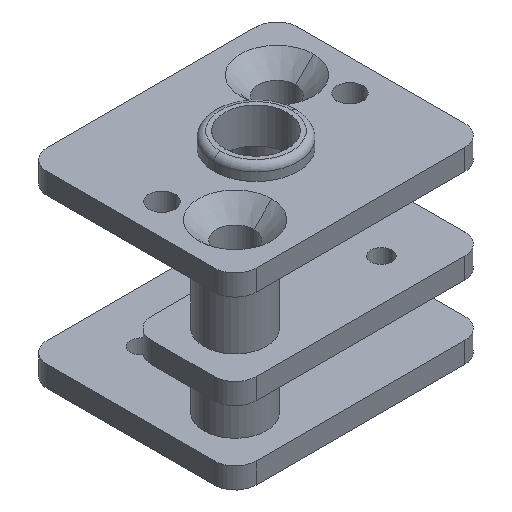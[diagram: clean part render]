
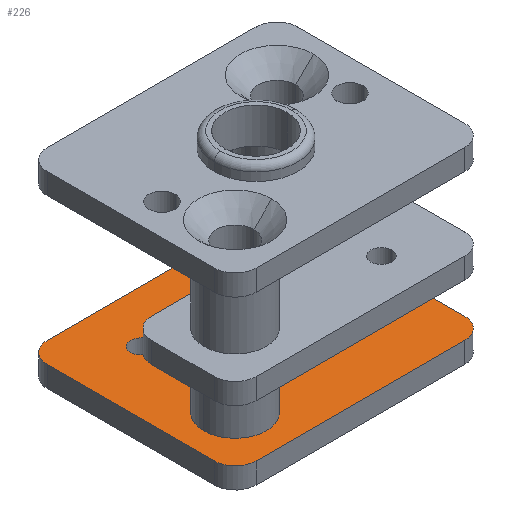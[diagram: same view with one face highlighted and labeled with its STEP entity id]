
A CAD part, isometric view. The second image highlights one B-rep face of the part: STEP entity #226.
In plain terms, the highlighted planar face has unit normal (0, 0, 1).
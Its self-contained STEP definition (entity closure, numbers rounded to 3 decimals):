
#22 = AXIS2_PLACEMENT_3D ( 'NONE', #873, #1241, #1229 ) ;
#26 = DIRECTION ( 'NONE',  ( 1., 0., 0. ) ) ;
#32 = VERTEX_POINT ( 'NONE', #937 ) ;
#35 = ORIENTED_EDGE ( 'NONE', *, *, #238, .T. ) ;
#55 = EDGE_CURVE ( 'NONE', #2425, #755, #1348, .T. ) ;
#65 = DIRECTION ( 'NONE',  ( -1., 0., 0. ) ) ;
#77 = ORIENTED_EDGE ( 'NONE', *, *, #276, .F. ) ;
#79 = AXIS2_PLACEMENT_3D ( 'NONE', #1989, #1616, #2369 ) ;
#98 = ORIENTED_EDGE ( 'NONE', *, *, #1132, .T. ) ;
#108 = FACE_BOUND ( 'NONE', #1724, .T. ) ;
#144 = CIRCLE ( 'NONE', #374, 1. ) ;
#167 = ORIENTED_EDGE ( 'NONE', *, *, #1778, .T. ) ;
#171 = DIRECTION ( 'NONE',  ( 1., 0., 0. ) ) ;
#195 = EDGE_CURVE ( 'NONE', #1014, #2028, #701, .T. ) ;
#201 = DIRECTION ( 'NONE',  ( -1., 0., 0. ) ) ;
#214 = CARTESIAN_POINT ( 'NONE',  ( 3.5, 2.5, -7. ) ) ;
#226 = ADVANCED_FACE ( 'NONE', ( #1253, #1650, #1815, #108, #838 ), #491, .T. ) ;
#238 = EDGE_CURVE ( 'NONE', #242, #254, #1055, .T. ) ;
#242 = VERTEX_POINT ( 'NONE', #1630 ) ;
#254 = VERTEX_POINT ( 'NONE', #1215 ) ;
#273 = DIRECTION ( 'NONE',  ( 0., 1., 0. ) ) ;
#276 = EDGE_CURVE ( 'NONE', #1086, #32, #1419, .T. ) ;
#290 = EDGE_CURVE ( 'NONE', #2107, #485, #1036, .T. ) ;
#308 = CARTESIAN_POINT ( 'NONE',  ( 3.5, 2.5, -7. ) ) ;
#330 = ORIENTED_EDGE ( 'NONE', *, *, #1217, .F. ) ;
#334 = ORIENTED_EDGE ( 'NONE', *, *, #195, .T. ) ;
#374 = AXIS2_PLACEMENT_3D ( 'NONE', #2224, #1473, #2079 ) ;
#394 = CARTESIAN_POINT ( 'NONE',  ( -3., 2.5, -7. ) ) ;
#417 = CIRCLE ( 'NONE', #2454, 1.5 ) ;
#448 = DIRECTION ( 'NONE',  ( 0., 0., -1. ) ) ;
#459 = AXIS2_PLACEMENT_3D ( 'NONE', #742, #548, #201 ) ;
#470 = CARTESIAN_POINT ( 'NONE',  ( 0., 0., -7. ) ) ;
#481 = DIRECTION ( 'NONE',  ( 0., -1., 0. ) ) ;
#485 = VERTEX_POINT ( 'NONE', #795 ) ;
#491 = PLANE ( 'NONE',  #22 ) ;
#502 = EDGE_LOOP ( 'NONE', ( #1456, #1410 ) ) ;
#517 = DIRECTION ( 'NONE',  ( 1., 0., 0. ) ) ;
#531 = DIRECTION ( 'NONE',  ( 0., 0., 1. ) ) ;
#542 = EDGE_CURVE ( 'NONE', #1965, #32, #1939, .T. ) ;
#548 = DIRECTION ( 'NONE',  ( 0., 0., -1. ) ) ;
#568 = ORIENTED_EDGE ( 'NONE', *, *, #1880, .T. ) ;
#569 = AXIS2_PLACEMENT_3D ( 'NONE', #604, #531, #517 ) ;
#604 = CARTESIAN_POINT ( 'NONE',  ( -5., -4., -7. ) ) ;
#621 = EDGE_LOOP ( 'NONE', ( #334, #167 ) ) ;
#629 = CARTESIAN_POINT ( 'NONE',  ( -6., -4., -7. ) ) ;
#634 = CARTESIAN_POINT ( 'NONE',  ( -3.5, -2.5, -7. ) ) ;
#641 = CARTESIAN_POINT ( 'NONE',  ( -5., 5., -7. ) ) ;
#687 = DIRECTION ( 'NONE',  ( 0., 0., 1. ) ) ;
#690 = CARTESIAN_POINT ( 'NONE',  ( 5., 5., -7. ) ) ;
#701 = CIRCLE ( 'NONE', #2249, 0.533 ) ;
#712 = CARTESIAN_POINT ( 'NONE',  ( 5., -5., -7. ) ) ;
#742 = CARTESIAN_POINT ( 'NONE',  ( 0., 0., -7. ) ) ;
#755 = VERTEX_POINT ( 'NONE', #928 ) ;
#770 = VERTEX_POINT ( 'NONE', #690 ) ;
#776 = VECTOR ( 'NONE', #26, 1000. ) ;
#785 = EDGE_CURVE ( 'NONE', #1311, #485, #144, .T. ) ;
#795 = CARTESIAN_POINT ( 'NONE',  ( -6., 4., -7. ) ) ;
#810 = CARTESIAN_POINT ( 'NONE',  ( -0.533, 0., -7. ) ) ;
#817 = VECTOR ( 'NONE', #273, 1000. ) ;
#828 = DIRECTION ( 'NONE',  ( 0., 0., -1. ) ) ;
#838 = FACE_BOUND ( 'NONE', #1507, .T. ) ;
#841 = DIRECTION ( 'NONE',  ( -1., 0., 0. ) ) ;
#850 = DIRECTION ( 'NONE',  ( -1., 0., 0. ) ) ;
#873 = CARTESIAN_POINT ( 'NONE',  ( 0., 0., -7. ) ) ;
#928 = CARTESIAN_POINT ( 'NONE',  ( -2.5, 2.5, -7. ) ) ;
#937 = CARTESIAN_POINT ( 'NONE',  ( 6., -4., -7. ) ) ;
#942 = AXIS2_PLACEMENT_3D ( 'NONE', #214, #2095, #1327 ) ;
#946 = LINE ( 'NONE', #2083, #776 ) ;
#952 = LINE ( 'NONE', #1487, #2051 ) ;
#973 = DIRECTION ( 'NONE',  ( 0., 0., -1. ) ) ;
#1002 = DIRECTION ( 'NONE',  ( 1., 0., 0. ) ) ;
#1007 = ORIENTED_EDGE ( 'NONE', *, *, #1958, .T. ) ;
#1014 = VERTEX_POINT ( 'NONE', #1597 ) ;
#1036 = LINE ( 'NONE', #2013, #817 ) ;
#1040 = CARTESIAN_POINT ( 'NONE',  ( 6., 4., -7. ) ) ;
#1048 = DIRECTION ( 'NONE',  ( 0., 0., -1. ) ) ;
#1055 = CIRCLE ( 'NONE', #2326, 1.5 ) ;
#1086 = VERTEX_POINT ( 'NONE', #1040 ) ;
#1088 = AXIS2_PLACEMENT_3D ( 'NONE', #2403, #687, #171 ) ;
#1114 = CARTESIAN_POINT ( 'NONE',  ( -2., -2.5, -7. ) ) ;
#1132 = EDGE_CURVE ( 'NONE', #2231, #1408, #417, .T. ) ;
#1133 = VECTOR ( 'NONE', #481, 1000. ) ;
#1134 = VERTEX_POINT ( 'NONE', #1821 ) ;
#1164 = EDGE_LOOP ( 'NONE', ( #2100, #1688, #2372, #1007, #330, #2175, #77, #568 ) ) ;
#1215 = CARTESIAN_POINT ( 'NONE',  ( 5., 2.5, -7. ) ) ;
#1217 = EDGE_CURVE ( 'NONE', #1965, #1134, #952, .T. ) ;
#1229 = DIRECTION ( 'NONE',  ( 1., 0., 0. ) ) ;
#1241 = DIRECTION ( 'NONE',  ( 0., 0., 1. ) ) ;
#1253 = FACE_OUTER_BOUND ( 'NONE', #1164, .T. ) ;
#1260 = CIRCLE ( 'NONE', #569, 1. ) ;
#1311 = VERTEX_POINT ( 'NONE', #641 ) ;
#1327 = DIRECTION ( 'NONE',  ( -1., 0., 0. ) ) ;
#1348 = CIRCLE ( 'NONE', #1546, 0.5 ) ;
#1408 = VERTEX_POINT ( 'NONE', #1114 ) ;
#1410 = ORIENTED_EDGE ( 'NONE', *, *, #55, .T. ) ;
#1419 = LINE ( 'NONE', #1444, #1133 ) ;
#1444 = CARTESIAN_POINT ( 'NONE',  ( 6., 5., -7. ) ) ;
#1456 = ORIENTED_EDGE ( 'NONE', *, *, #2128, .T. ) ;
#1473 = DIRECTION ( 'NONE',  ( 0., 0., 1. ) ) ;
#1479 = EDGE_CURVE ( 'NONE', #1408, #2231, #1752, .T. ) ;
#1485 = AXIS2_PLACEMENT_3D ( 'NONE', #2167, #973, #65 ) ;
#1487 = CARTESIAN_POINT ( 'NONE',  ( 6., -5., -7. ) ) ;
#1507 = EDGE_LOOP ( 'NONE', ( #1727, #98 ) ) ;
#1526 = CARTESIAN_POINT ( 'NONE',  ( 5., -4., -7. ) ) ;
#1546 = AXIS2_PLACEMENT_3D ( 'NONE', #394, #828, #2346 ) ;
#1574 = DIRECTION ( 'NONE',  ( 0., 0., 1. ) ) ;
#1597 = CARTESIAN_POINT ( 'NONE',  ( 0.533, 0., -7. ) ) ;
#1616 = DIRECTION ( 'NONE',  ( 0., 0., -1. ) ) ;
#1630 = CARTESIAN_POINT ( 'NONE',  ( 2., 2.5, -7. ) ) ;
#1644 = CIRCLE ( 'NONE', #1485, 0.5 ) ;
#1650 = FACE_BOUND ( 'NONE', #621, .T. ) ;
#1663 = CIRCLE ( 'NONE', #942, 1.5 ) ;
#1688 = ORIENTED_EDGE ( 'NONE', *, *, #785, .T. ) ;
#1692 = AXIS2_PLACEMENT_3D ( 'NONE', #1526, #1574, #1002 ) ;
#1702 = EDGE_CURVE ( 'NONE', #254, #242, #1663, .T. ) ;
#1724 = EDGE_LOOP ( 'NONE', ( #1770, #35 ) ) ;
#1727 = ORIENTED_EDGE ( 'NONE', *, *, #1479, .T. ) ;
#1752 = CIRCLE ( 'NONE', #79, 1.5 ) ;
#1770 = ORIENTED_EDGE ( 'NONE', *, *, #1702, .T. ) ;
#1778 = EDGE_CURVE ( 'NONE', #2028, #1014, #1901, .T. ) ;
#1781 = EDGE_CURVE ( 'NONE', #1311, #770, #946, .T. ) ;
#1792 = DIRECTION ( 'NONE',  ( 0., 0., -1. ) ) ;
#1815 = FACE_BOUND ( 'NONE', #502, .T. ) ;
#1821 = CARTESIAN_POINT ( 'NONE',  ( -5., -5., -7. ) ) ;
#1858 = DIRECTION ( 'NONE',  ( -1., 0., 0. ) ) ;
#1880 = EDGE_CURVE ( 'NONE', #1086, #770, #1966, .T. ) ;
#1901 = CIRCLE ( 'NONE', #459, 0.533 ) ;
#1939 = CIRCLE ( 'NONE', #1692, 1. ) ;
#1958 = EDGE_CURVE ( 'NONE', #2107, #1134, #1260, .T. ) ;
#1965 = VERTEX_POINT ( 'NONE', #712 ) ;
#1966 = CIRCLE ( 'NONE', #1088, 1. ) ;
#1989 = CARTESIAN_POINT ( 'NONE',  ( -3.5, -2.5, -7. ) ) ;
#2013 = CARTESIAN_POINT ( 'NONE',  ( -6., 5., -7. ) ) ;
#2028 = VERTEX_POINT ( 'NONE', #810 ) ;
#2051 = VECTOR ( 'NONE', #1858, 1000. ) ;
#2079 = DIRECTION ( 'NONE',  ( 1., 0., 0. ) ) ;
#2083 = CARTESIAN_POINT ( 'NONE',  ( 6., 5., -7. ) ) ;
#2095 = DIRECTION ( 'NONE',  ( 0., 0., -1. ) ) ;
#2100 = ORIENTED_EDGE ( 'NONE', *, *, #1781, .F. ) ;
#2107 = VERTEX_POINT ( 'NONE', #629 ) ;
#2128 = EDGE_CURVE ( 'NONE', #755, #2425, #1644, .T. ) ;
#2159 = DIRECTION ( 'NONE',  ( -1., 0., 0. ) ) ;
#2167 = CARTESIAN_POINT ( 'NONE',  ( -3., 2.5, -7. ) ) ;
#2175 = ORIENTED_EDGE ( 'NONE', *, *, #542, .T. ) ;
#2218 = CARTESIAN_POINT ( 'NONE',  ( -5., -2.5, -7. ) ) ;
#2224 = CARTESIAN_POINT ( 'NONE',  ( -5., 4., -7. ) ) ;
#2231 = VERTEX_POINT ( 'NONE', #2218 ) ;
#2249 = AXIS2_PLACEMENT_3D ( 'NONE', #470, #1048, #850 ) ;
#2326 = AXIS2_PLACEMENT_3D ( 'NONE', #308, #1792, #2159 ) ;
#2346 = DIRECTION ( 'NONE',  ( -1., 0., 0. ) ) ;
#2369 = DIRECTION ( 'NONE',  ( -1., 0., 0. ) ) ;
#2372 = ORIENTED_EDGE ( 'NONE', *, *, #290, .F. ) ;
#2403 = CARTESIAN_POINT ( 'NONE',  ( 5., 4., -7. ) ) ;
#2425 = VERTEX_POINT ( 'NONE', #2431 ) ;
#2431 = CARTESIAN_POINT ( 'NONE',  ( -3.5, 2.5, -7. ) ) ;
#2454 = AXIS2_PLACEMENT_3D ( 'NONE', #634, #448, #841 ) ;
